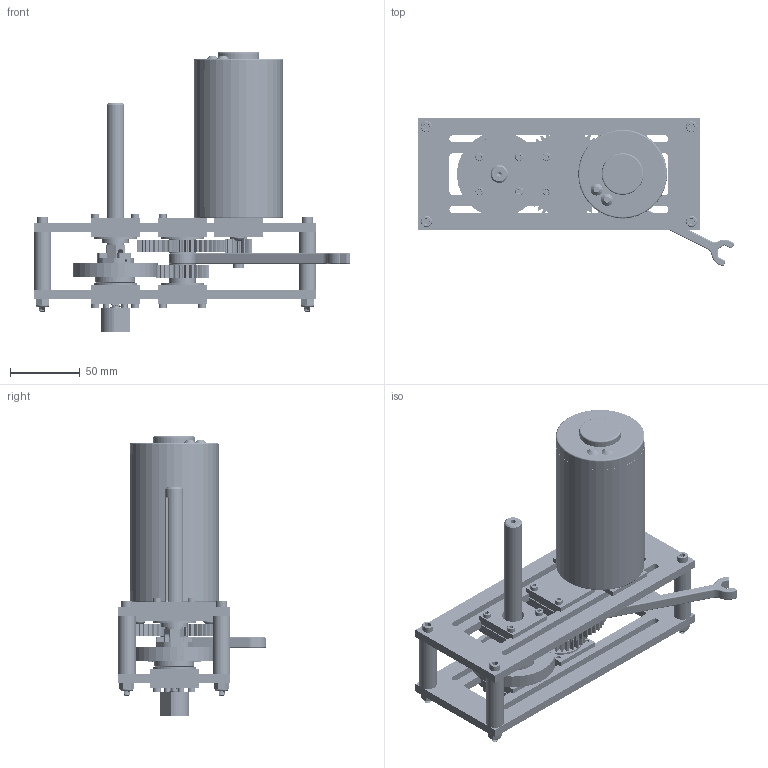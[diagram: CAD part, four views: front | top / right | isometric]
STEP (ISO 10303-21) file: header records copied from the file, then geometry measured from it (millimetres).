
FILE_DESCRIPTION(/* description */ (''),/* implementation_level */ '2;1');
FILE_NAME(/* name */ '',/* time_stamp */ '',/* author */ (''),/* organization */ (''),/* preprocessor_version */ 'ST-DEVELOPER v15.2',/* originating_system */ '',/* authorisation */ '');
FILE_SCHEMA ((''));
Products named in the file (40): 1 SLOT PLATE - AM-0857; BEARINGBLOCK - AM - 0862; BEARING-HEX-375-AM-0692; BEARING BLOCK ASM, HEX, 375; BACK BLOCK - AM-0862; CIM motor; 8mm_spring_clip; GEAR_14TOOTH_8MMKEYBORE; MOD-PRT-0009; MODULOX_SPACER; CIM RECEIVER - AM-0860; 10-32 nylon insert locknut; 10-32x2.5; Cim screw 10-32x0; 2mmx2mmx10mm_key; MODULOX_SHAFT_.375; SHCS, 6-32 X .5, ZINC; .313 FLAT WASHER, 25, AM-1219; FLH-GER-0001-7; FLH-HUB-0001; FLH-GER-0001-1; MOD-PRT-0025; amshifter2_d03; r3 bearing; amshifter2_d08; 0625x3125_roll_pin; 4-40x0500_shcs; Shift-block; amshifter2_d09; 1614Z Bearing; am-0573; amshifter2_d05; 9657K273_spring; MOD-PRT-0008; am-0030; PLASTIC WASHER, .5 ID .75 OD - AM - 1221; 67501726 0925x100 roll pin; Wrench; SNAP RING; MOD-KIT-0007
Bounding box: 227.79 x 106.39 x 200.81 mm (x, y, z)
Volume: 690989.6 mm3; surface area: 214667.9 mm2
Topology: 84 solids, 84 shells, 2149 faces, 7836 edges, 5944 vertices
Faces by surface type: cylinder 878, plane 722, cone 454, bspline 42, torus 35, sphere 18
Full cylindrical faces by diameter (mm): 1.321 x8, 1.587 x2, 2.156 x2, 2.337 x2, 2.381 x1, 2.591 x1, 2.794 x2, 3.454 x20, 3.683 x1, 3.81 x12, 4.039 x2, 4.091 x4, 4.178 x66, 4.623 x2, 4.724 x1, 4.775 x1, 4.826 x64, 5.08 x4, 5.105 x12, 5.309 x1, 5.367 x1, 5.461 x1, 5.556 x4, 5.74 x14, 5.816 x4, 7.925 x4, 7.938 x6, 8 x1, 8.636 x2, 9.169 x2
Entity records: 50132 total; most frequent: CARTESIAN_POINT 18966, DIRECTION 6508, ORIENTED_EDGE 6214, EDGE_CURVE 3107, AXIS2_PLACEMENT_3D 2715, VERTEX_POINT 2285, EDGE_LOOP 1642, CIRCLE 1350
